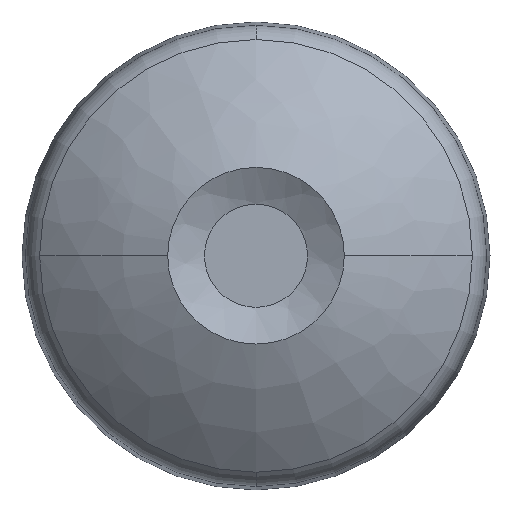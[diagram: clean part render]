
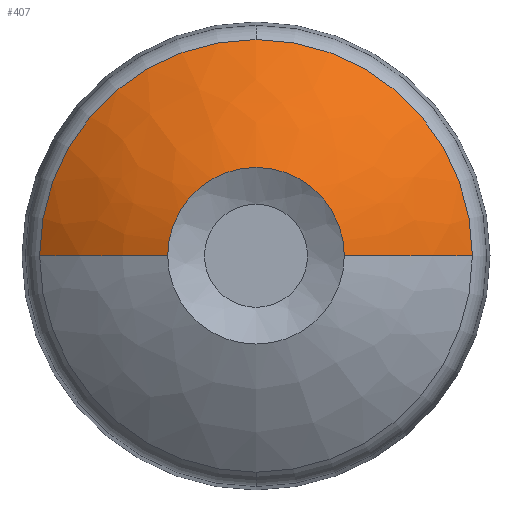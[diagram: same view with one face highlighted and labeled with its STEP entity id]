
A CAD part, top view. The second image highlights one B-rep face of the part: STEP entity #407.
In plain terms, the highlighted free-form (B-spline) face has degree [3, 3] with [4, 4] control points.
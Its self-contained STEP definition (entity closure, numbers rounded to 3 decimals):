
#10 = EDGE_LOOP ( 'NONE', ( #556, #480, #420, #436, #267 ) ) ;
#20 = DIRECTION ( 'NONE',  ( 0., 0., -1. ) ) ;
#22 = CARTESIAN_POINT ( 'NONE',  ( 11.134, 0., 18. ) ) ;
#36 = CIRCLE ( 'NONE', #142, 27.277 ) ;
#49 = CARTESIAN_POINT ( 'NONE',  ( 27.277, 0., 8.41 ) ) ;
#58 = CARTESIAN_POINT ( 'NONE',  ( 11.063, 0., -37.743 ) ) ;
#60 = VERTEX_POINT ( 'NONE', #49 ) ;
#88 = EDGE_CURVE ( 'NONE', #60, #522, #606, .T. ) ;
#91 = CARTESIAN_POINT ( 'NONE',  ( -16.997, 0., 15.665 ) ) ;
#94 = EDGE_CURVE ( 'NONE', #599, #574, #521, .T. ) ;
#103 = CARTESIAN_POINT ( 'NONE',  ( 0., 0., 8.41 ) ) ;
#109 = DIRECTION ( 'NONE',  ( 1., 0., 0. ) ) ;
#122 = CARTESIAN_POINT ( 'NONE',  ( 0., 0., 18. ) ) ;
#136 = CARTESIAN_POINT ( 'NONE',  ( 16.997, 33.994, 15.665 ) ) ;
#142 = AXIS2_PLACEMENT_3D ( 'NONE', #161, #20, #363 ) ;
#147 =( BOUNDED_SURFACE ( )  B_SPLINE_SURFACE ( 3, 3, ( 
 ( #183, #232, #561, #220 ),
 ( #332, #280, #611, #477 ),
 ( #91, #190, #136, #337 ),
 ( #306, #251, #304, #22 ) ),
 .UNSPECIFIED., .F., .F., .T. ) 
 B_SPLINE_SURFACE_WITH_KNOTS ( ( 4, 4 ),
 ( 4, 4 ),
 ( 0., 1. ),
 ( 0., 1. ),
 .UNSPECIFIED. ) 
 GEOMETRIC_REPRESENTATION_ITEM ( )  RATIONAL_B_SPLINE_SURFACE ( (
 ( 1., 0.333, 0.333, 1.),
 ( 0.992, 0.331, 0.331, 0.992),
 ( 0.992, 0.331, 0.331, 0.992),
 ( 1., 0.333, 0.333, 1.) ) ) 
 REPRESENTATION_ITEM ( '' )  SURFACE ( )  );
#161 = CARTESIAN_POINT ( 'NONE',  ( 0., 0., 8.41 ) ) ;
#171 = CARTESIAN_POINT ( 'NONE',  ( 0., 27.277, 8.41 ) ) ;
#183 = CARTESIAN_POINT ( 'NONE',  ( -27.277, 0., 8.41 ) ) ;
#190 = CARTESIAN_POINT ( 'NONE',  ( -16.997, 33.994, 15.665 ) ) ;
#195 = EDGE_CURVE ( 'NONE', #599, #234, #248, .T. ) ;
#208 = DIRECTION ( 'NONE',  ( -1., 0., 0. ) ) ;
#220 = CARTESIAN_POINT ( 'NONE',  ( 27.277, 0., 8.41 ) ) ;
#227 = DIRECTION ( 'NONE',  ( 0., 0., -1. ) ) ;
#232 = CARTESIAN_POINT ( 'NONE',  ( -27.277, 54.553, 8.41 ) ) ;
#234 = VERTEX_POINT ( 'NONE', #360 ) ;
#248 = CIRCLE ( 'NONE', #459, 60. ) ;
#251 = CARTESIAN_POINT ( 'NONE',  ( -11.134, 22.268, 18. ) ) ;
#263 = CARTESIAN_POINT ( 'NONE',  ( 11.134, 0., 18. ) ) ;
#265 = EDGE_CURVE ( 'NONE', #574, #60, #36, .T. ) ;
#267 = ORIENTED_EDGE ( 'NONE', *, *, #338, .T. ) ;
#280 = CARTESIAN_POINT ( 'NONE',  ( -22.422, 44.845, 12.442 ) ) ;
#291 = CARTESIAN_POINT ( 'NONE',  ( -11.063, 0., -37.743 ) ) ;
#302 = DIRECTION ( 'NONE',  ( 0., 1., 0. ) ) ;
#304 = CARTESIAN_POINT ( 'NONE',  ( 11.134, 22.268, 18. ) ) ;
#306 = CARTESIAN_POINT ( 'NONE',  ( -11.134, 0., 18. ) ) ;
#332 = CARTESIAN_POINT ( 'NONE',  ( -22.422, 0., 12.442 ) ) ;
#337 = CARTESIAN_POINT ( 'NONE',  ( 16.997, 0., 15.665 ) ) ;
#338 = EDGE_CURVE ( 'NONE', #234, #522, #473, .T. ) ;
#360 = CARTESIAN_POINT ( 'NONE',  ( -11.134, 0., 18. ) ) ;
#363 = DIRECTION ( 'NONE',  ( 0., 1., 0. ) ) ;
#393 = DIRECTION ( 'NONE',  ( 0., -1., 0. ) ) ;
#407 = ADVANCED_FACE ( 'NONE', ( #455 ), #147, .T. ) ;
#411 = DIRECTION ( 'NONE',  ( 0., 1., 0. ) ) ;
#420 = ORIENTED_EDGE ( 'NONE', *, *, #94, .F. ) ;
#433 = AXIS2_PLACEMENT_3D ( 'NONE', #291, #393, #109 ) ;
#436 = ORIENTED_EDGE ( 'NONE', *, *, #195, .T. ) ;
#446 = AXIS2_PLACEMENT_3D ( 'NONE', #122, #227, #554 ) ;
#450 = DIRECTION ( 'NONE',  ( 0., 0., -1. ) ) ;
#455 = FACE_OUTER_BOUND ( 'NONE', #10, .T. ) ;
#459 = AXIS2_PLACEMENT_3D ( 'NONE', #58, #411, #208 ) ;
#473 = CIRCLE ( 'NONE', #446, 11.134 ) ;
#476 = AXIS2_PLACEMENT_3D ( 'NONE', #103, #450, #302 ) ;
#477 = CARTESIAN_POINT ( 'NONE',  ( 22.422, 0., 12.442 ) ) ;
#480 = ORIENTED_EDGE ( 'NONE', *, *, #265, .F. ) ;
#521 = CIRCLE ( 'NONE', #476, 27.277 ) ;
#522 = VERTEX_POINT ( 'NONE', #263 ) ;
#554 = DIRECTION ( 'NONE',  ( -1., 0., 0. ) ) ;
#556 = ORIENTED_EDGE ( 'NONE', *, *, #88, .F. ) ;
#561 = CARTESIAN_POINT ( 'NONE',  ( 27.277, 54.553, 8.41 ) ) ;
#574 = VERTEX_POINT ( 'NONE', #171 ) ;
#590 = CARTESIAN_POINT ( 'NONE',  ( -27.277, 0., 8.41 ) ) ;
#599 = VERTEX_POINT ( 'NONE', #590 ) ;
#606 = CIRCLE ( 'NONE', #433, 60. ) ;
#611 = CARTESIAN_POINT ( 'NONE',  ( 22.422, 44.845, 12.442 ) ) ;
